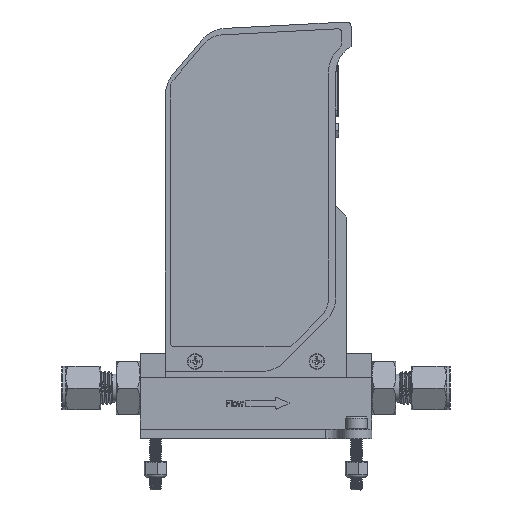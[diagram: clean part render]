
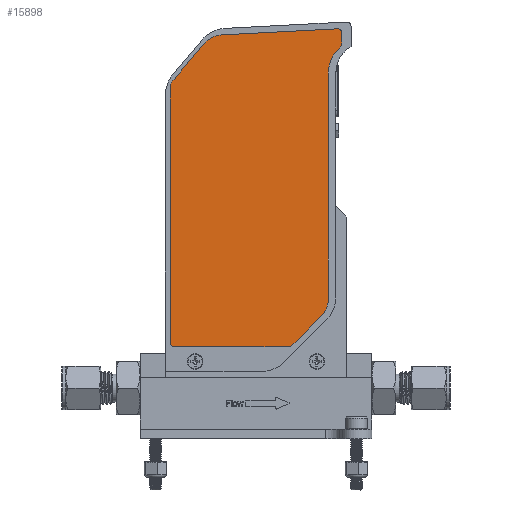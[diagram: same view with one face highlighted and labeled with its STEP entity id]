
A CAD part, front view. The second image highlights one B-rep face of the part: STEP entity #15898.
In plain terms, the highlighted planar face has unit normal (0, -1, 0).
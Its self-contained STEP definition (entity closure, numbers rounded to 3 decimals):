
#2144=CIRCLE('',#20264,1.27);
#2146=CIRCLE('',#20267,1.27);
#2148=CIRCLE('',#20271,11.397);
#2150=CIRCLE('',#20274,7.968);
#2152=CIRCLE('',#20279,8.603);
#2154=CIRCLE('',#20282,7.968);
#2156=CIRCLE('',#20286,1.27);
#2158=CIRCLE('',#20289,1.27);
#2160=CIRCLE('',#20294,1.27);
#6610=ORIENTED_EDGE('',*,*,#9047,.T.);
#6611=ORIENTED_EDGE('',*,*,#9053,.T.);
#6612=ORIENTED_EDGE('',*,*,#9050,.T.);
#6613=ORIENTED_EDGE('',*,*,#9044,.T.);
#6614=ORIENTED_EDGE('',*,*,#9038,.T.);
#6615=ORIENTED_EDGE('',*,*,#9032,.T.);
#6616=ORIENTED_EDGE('',*,*,#9026,.T.);
#6617=ORIENTED_EDGE('',*,*,#9020,.T.);
#6618=ORIENTED_EDGE('',*,*,#9013,.T.);
#6619=ORIENTED_EDGE('',*,*,#9055,.T.);
#6620=ORIENTED_EDGE('',*,*,#9009,.T.);
#6621=ORIENTED_EDGE('',*,*,#9017,.T.);
#6622=ORIENTED_EDGE('',*,*,#9023,.T.);
#6623=ORIENTED_EDGE('',*,*,#9029,.T.);
#6624=ORIENTED_EDGE('',*,*,#9035,.T.);
#6625=ORIENTED_EDGE('',*,*,#9041,.T.);
#9009=EDGE_CURVE('',#10748,#10749,#2144,.T.);
#9013=EDGE_CURVE('',#10752,#10753,#2146,.T.);
#9017=EDGE_CURVE('',#10749,#10756,#11577,.T.);
#9020=EDGE_CURVE('',#10758,#10752,#2148,.F.);
#9023=EDGE_CURVE('',#10756,#10760,#2150,.T.);
#9026=EDGE_CURVE('',#10762,#10758,#11582,.T.);
#9029=EDGE_CURVE('',#10760,#10764,#11585,.T.);
#9032=EDGE_CURVE('',#10766,#10762,#2152,.T.);
#9035=EDGE_CURVE('',#10764,#10768,#2154,.T.);
#9038=EDGE_CURVE('',#10770,#10766,#11590,.T.);
#9041=EDGE_CURVE('',#10768,#10772,#2156,.T.);
#9044=EDGE_CURVE('',#10774,#10770,#2158,.T.);
#9047=EDGE_CURVE('',#10772,#10776,#11595,.T.);
#9050=EDGE_CURVE('',#10778,#10774,#11598,.T.);
#9053=EDGE_CURVE('',#10776,#10778,#2160,.T.);
#9055=EDGE_CURVE('',#10753,#10748,#11601,.T.);
#10748=VERTEX_POINT('',#39861);
#10749=VERTEX_POINT('',#39862);
#10752=VERTEX_POINT('',#39870);
#10753=VERTEX_POINT('',#39871);
#10756=VERTEX_POINT('',#39879);
#10758=VERTEX_POINT('',#39885);
#10760=VERTEX_POINT('',#39891);
#10762=VERTEX_POINT('',#39897);
#10764=VERTEX_POINT('',#39903);
#10766=VERTEX_POINT('',#39909);
#10768=VERTEX_POINT('',#39915);
#10770=VERTEX_POINT('',#39921);
#10772=VERTEX_POINT('',#39927);
#10774=VERTEX_POINT('',#39933);
#10776=VERTEX_POINT('',#39939);
#10778=VERTEX_POINT('',#39945);
#11577=LINE('',#39878,#12398);
#11582=LINE('',#39896,#12403);
#11585=LINE('',#39902,#12406);
#11590=LINE('',#39920,#12411);
#11595=LINE('',#39938,#12416);
#11598=LINE('',#39944,#12419);
#11601=LINE('',#39953,#12422);
#12398=VECTOR('',#23982,1000.);
#12403=VECTOR('',#24001,1000.);
#12406=VECTOR('',#24006,1000.);
#12411=VECTOR('',#24025,1000.);
#12416=VECTOR('',#24044,1000.);
#12419=VECTOR('',#24049,1000.);
#12422=VECTOR('',#24060,1000.);
#13557=EDGE_LOOP('',(#6610,#6611,#6612,#6613,#6614,#6615,#6616,#6617,#6618,
#6619,#6620,#6621,#6622,#6623,#6624,#6625));
#14683=FACE_BOUND('',#13557,.T.);
#15039=PLANE('',#20297);
#15898=ADVANCED_FACE('',(#14683),#15039,.T.);
#20264=AXIS2_PLACEMENT_3D('',#39860,#23966,#23967);
#20267=AXIS2_PLACEMENT_3D('',#39869,#23974,#23975);
#20271=AXIS2_PLACEMENT_3D('',#39884,#23987,#23988);
#20274=AXIS2_PLACEMENT_3D('',#39890,#23994,#23995);
#20279=AXIS2_PLACEMENT_3D('',#39908,#24011,#24012);
#20282=AXIS2_PLACEMENT_3D('',#39914,#24018,#24019);
#20286=AXIS2_PLACEMENT_3D('',#39926,#24030,#24031);
#20289=AXIS2_PLACEMENT_3D('',#39932,#24037,#24038);
#20294=AXIS2_PLACEMENT_3D('',#39950,#24054,#24055);
#20297=AXIS2_PLACEMENT_3D('',#39955,#24062,#24063);
#23966=DIRECTION('',(0.,-1.,0.));
#23967=DIRECTION('',(0.,0.,-1.));
#23974=DIRECTION('',(0.,-1.,0.));
#23975=DIRECTION('',(0.,0.,-1.));
#23982=DIRECTION('',(-0.999,0.,-0.052));
#23987=DIRECTION('',(0.,-1.,0.));
#23988=DIRECTION('',(0.,0.,-1.));
#23994=DIRECTION('',(0.,-1.,0.));
#23995=DIRECTION('',(0.,0.,-1.));
#24001=DIRECTION('',(0.,0.,1.));
#24006=DIRECTION('',(-0.645,0.,-0.764));
#24011=DIRECTION('',(0.,-1.,0.));
#24012=DIRECTION('',(0.,0.,-1.));
#24018=DIRECTION('',(0.,-1.,0.));
#24019=DIRECTION('',(0.,0.,-1.));
#24025=DIRECTION('',(0.707,0.,0.707));
#24030=DIRECTION('',(0.,-1.,0.));
#24031=DIRECTION('',(0.,0.,-1.));
#24037=DIRECTION('',(0.,-1.,0.));
#24038=DIRECTION('',(0.,0.,-1.));
#24044=DIRECTION('',(0.,0.,-1.));
#24049=DIRECTION('',(1.,0.,0.));
#24054=DIRECTION('',(0.,-1.,0.));
#24055=DIRECTION('',(0.,0.,-1.));
#24060=DIRECTION('',(0.,0.,1.));
#24062=DIRECTION('',(0.,-1.,0.));
#24063=DIRECTION('',(0.,0.,-1.));
#39860=CARTESIAN_POINT('',(20.548,-0.107,58.284));
#39861=CARTESIAN_POINT('',(21.818,-0.107,58.284));
#39862=CARTESIAN_POINT('',(20.482,-0.107,59.552));
#39869=CARTESIAN_POINT('',(20.548,-0.107,54.537));
#39870=CARTESIAN_POINT('',(21.381,-0.107,53.578));
#39871=CARTESIAN_POINT('',(21.818,-0.107,54.537));
#39878=CARTESIAN_POINT('',(-17.666,-0.107,57.553));
#39879=CARTESIAN_POINT('',(-17.666,-0.107,57.553));
#39884=CARTESIAN_POINT('',(28.852,-0.107,44.972));
#39885=CARTESIAN_POINT('',(17.455,-0.107,44.972));
#39890=CARTESIAN_POINT('',(-17.249,-0.107,49.596));
#39891=CARTESIAN_POINT('',(-23.34,-0.107,54.733));
#39896=CARTESIAN_POINT('',(17.455,-0.107,44.972));
#39897=CARTESIAN_POINT('',(17.455,-0.107,-28.956));
#39902=CARTESIAN_POINT('',(-33.229,-0.107,43.01));
#39903=CARTESIAN_POINT('',(-33.229,-0.107,43.01));
#39908=CARTESIAN_POINT('',(8.852,-0.107,-28.956));
#39909=CARTESIAN_POINT('',(14.935,-0.107,-35.039));
#39914=CARTESIAN_POINT('',(-27.139,-0.107,37.872));
#39915=CARTESIAN_POINT('',(-34.321,-0.107,41.322));
#39920=CARTESIAN_POINT('',(14.935,-0.107,-35.039));
#39921=CARTESIAN_POINT('',(5.471,-0.107,-44.503));
#39926=CARTESIAN_POINT('',(-33.176,-0.107,40.772));
#39927=CARTESIAN_POINT('',(-34.446,-0.107,40.772));
#39932=CARTESIAN_POINT('',(4.573,-0.107,-43.605));
#39933=CARTESIAN_POINT('',(4.573,-0.107,-44.875));
#39938=CARTESIAN_POINT('',(-34.446,-0.107,-43.605));
#39939=CARTESIAN_POINT('',(-34.446,-0.107,-43.605));
#39944=CARTESIAN_POINT('',(4.573,-0.107,-44.875));
#39945=CARTESIAN_POINT('',(-33.176,-0.107,-44.875));
#39950=CARTESIAN_POINT('',(-33.176,-0.107,-43.605));
#39953=CARTESIAN_POINT('',(21.818,-0.107,58.284));
#39955=CARTESIAN_POINT('',(-27.139,-0.107,37.872));
